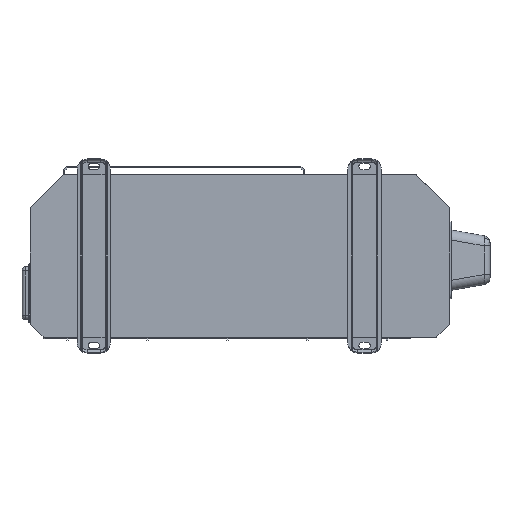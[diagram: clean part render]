
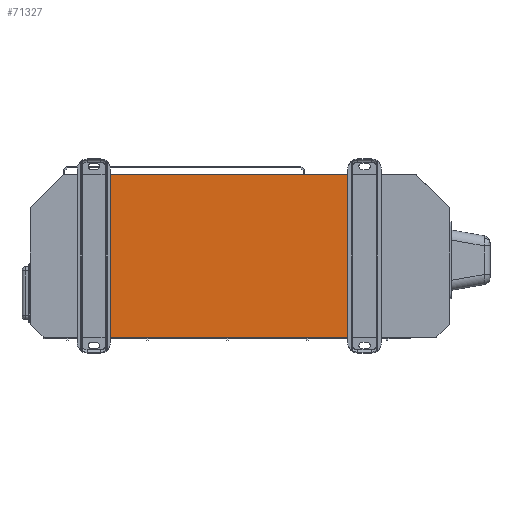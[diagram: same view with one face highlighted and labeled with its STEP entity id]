
A CAD part, front view. The second image highlights one B-rep face of the part: STEP entity #71327.
In plain terms, the highlighted planar face has unit normal (0, -1, 0).
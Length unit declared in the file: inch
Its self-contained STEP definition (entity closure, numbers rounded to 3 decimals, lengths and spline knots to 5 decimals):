
#773 = LINE ( 'NONE', #13747, #10006 ) ;
#4149 = EDGE_LOOP ( 'NONE', ( #69299, #62359, #27169, #8670 ) ) ;
#4438 = CARTESIAN_POINT ( 'NONE',  ( 8.3125, 0., 6.0625 ) ) ;
#7169 = DIRECTION ( 'NONE',  ( 0., 0., 1. ) ) ;
#8670 = ORIENTED_EDGE ( 'NONE', *, *, #60664, .T. ) ;
#10006 = VECTOR ( 'NONE', #11694, 39.37008 ) ;
#10142 = CARTESIAN_POINT ( 'NONE',  ( 8.3125, 0., -7.25 ) ) ;
#11694 = DIRECTION ( 'NONE',  ( -1., 0., 0. ) ) ;
#12919 = VERTEX_POINT ( 'NONE', #68751 ) ;
#13747 = CARTESIAN_POINT ( 'NONE',  ( -15.6875, 0., -6.0625 ) ) ;
#15666 = DIRECTION ( 'NONE',  ( 1., 0., 0. ) ) ;
#16353 = VERTEX_POINT ( 'NONE', #40707 ) ;
#21487 = CARTESIAN_POINT ( 'NONE',  ( -15.6875, 0., 6.0625 ) ) ;
#23942 = VECTOR ( 'NONE', #37718, 39.37008 ) ;
#25081 = LINE ( 'NONE', #40668, #35454 ) ;
#26153 = LINE ( 'NONE', #10142, #23942 ) ;
#27139 = VERTEX_POINT ( 'NONE', #4438 ) ;
#27169 = ORIENTED_EDGE ( 'NONE', *, *, #62018, .F. ) ;
#29447 = VECTOR ( 'NONE', #15666, 39.37008 ) ;
#32990 = FACE_OUTER_BOUND ( 'NONE', #4149, .T. ) ;
#35454 = VECTOR ( 'NONE', #57290, 39.37008 ) ;
#37718 = DIRECTION ( 'NONE',  ( 0., 0., 1. ) ) ;
#38489 = EDGE_CURVE ( 'NONE', #45361, #27139, #71089, .T. ) ;
#40668 = CARTESIAN_POINT ( 'NONE',  ( -9.92372, 0., -7.25 ) ) ;
#40707 = CARTESIAN_POINT ( 'NONE',  ( -9.92372, 0., -6.0625 ) ) ;
#42748 = DIRECTION ( 'NONE',  ( 0., 1., 0. ) ) ;
#45361 = VERTEX_POINT ( 'NONE', #49647 ) ;
#48192 = PLANE ( 'NONE',  #55520 ) ;
#49647 = CARTESIAN_POINT ( 'NONE',  ( -9.92372, 0., 6.0625 ) ) ;
#55520 = AXIS2_PLACEMENT_3D ( 'NONE', #70281, #42748, #7169 ) ;
#57290 = DIRECTION ( 'NONE',  ( 0., 0., 1. ) ) ;
#60466 = EDGE_CURVE ( 'NONE', #16353, #45361, #25081, .T. ) ;
#60664 = EDGE_CURVE ( 'NONE', #12919, #27139, #26153, .T. ) ;
#62018 = EDGE_CURVE ( 'NONE', #12919, #16353, #773, .T. ) ;
#62359 = ORIENTED_EDGE ( 'NONE', *, *, #60466, .F. ) ;
#68751 = CARTESIAN_POINT ( 'NONE',  ( 8.3125, 0., -6.0625 ) ) ;
#69299 = ORIENTED_EDGE ( 'NONE', *, *, #38489, .F. ) ;
#70281 = CARTESIAN_POINT ( 'NONE',  ( 0., 0., 0. ) ) ;
#71089 = LINE ( 'NONE', #21487, #29447 ) ;
#71327 = ADVANCED_FACE ( 'NONE', ( #32990 ), #48192, .F. ) ;
